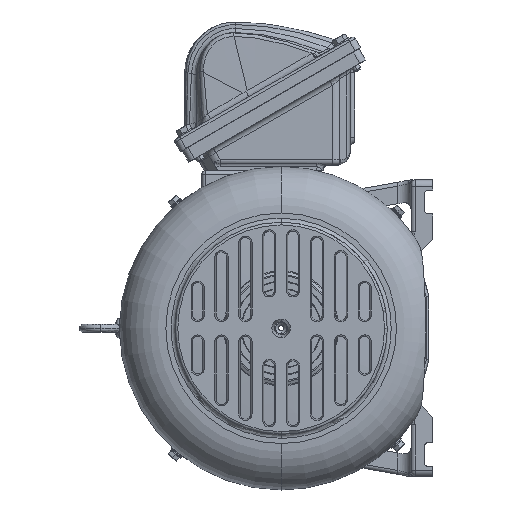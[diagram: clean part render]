
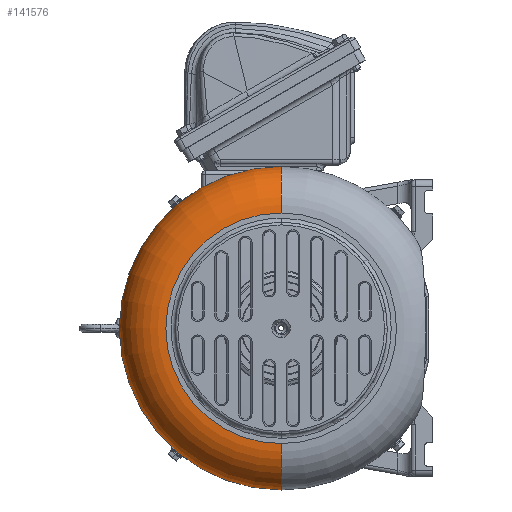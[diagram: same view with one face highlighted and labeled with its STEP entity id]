
A CAD part, left-side view. The second image highlights one B-rep face of the part: STEP entity #141576.
In plain terms, the highlighted toroidal (fillet/blend) face has major radius 87 mm and minor radius 35 mm.
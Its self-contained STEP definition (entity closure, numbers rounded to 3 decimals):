
#139721=CARTESIAN_POINT('Vertex',(-150.,0.,122.)) ;
#140171=CARTESIAN_POINT('Vertex',(-150.,0.,-122.)) ;
#140174=CARTESIAN_POINT('Axis2P3D Location',(-150.,0.,0.)) ;
#140361=CARTESIAN_POINT('Axis2P3D Location',(-150.,0.,-87.)) ;
#140365=CARTESIAN_POINT('Vertex',(-185.,0.,-87.)) ;
#140463=CARTESIAN_POINT('Axis2P3D Location',(-150.,0.,87.)) ;
#140467=CARTESIAN_POINT('Vertex',(-185.,0.,87.)) ;
#141560=CARTESIAN_POINT('Axis2P3D Location',(-150.,0.,0.)) ;
#141565=CARTESIAN_POINT('Axis2P3D Location',(-185.,0.,0.)) ;
#140175=DIRECTION('Axis2P3D Direction',(-1.,0.,0.)) ;
#140362=DIRECTION('Axis2P3D Direction',(0.,1.,0.)) ;
#140464=DIRECTION('Axis2P3D Direction',(-0.,-1.,0.)) ;
#141561=DIRECTION('Axis2P3D Direction',(-1.,0.,0.)) ;
#141562=DIRECTION('Axis2P3D XDirection',(0.,0.,1.)) ;
#141566=DIRECTION('Axis2P3D Direction',(-1.,0.,0.)) ;
#140176=AXIS2_PLACEMENT_3D('Circle Axis2P3D',#140174,#140175,$) ;
#140363=AXIS2_PLACEMENT_3D('Circle Axis2P3D',#140361,#140362,$) ;
#140465=AXIS2_PLACEMENT_3D('Circle Axis2P3D',#140463,#140464,$) ;
#141563=AXIS2_PLACEMENT_3D('Torus Axis2P3D',#141560,#141561,#141562) ;
#141567=AXIS2_PLACEMENT_3D('Circle Axis2P3D',#141565,#141566,$) ;
#141571=ORIENTED_EDGE('',*,*,#140178,.F.) ;
#141572=ORIENTED_EDGE('',*,*,#140367,.T.) ;
#141573=ORIENTED_EDGE('',*,*,#141569,.F.) ;
#141574=ORIENTED_EDGE('',*,*,#140469,.F.) ;
#141576=ADVANCED_FACE('\X2\51434EF6672C9AD4\X0\',(#141575),#141564,.T.) ;
#140177=CIRCLE('generated circle',#140176,122.) ;
#140364=CIRCLE('generated circle',#140363,35.) ;
#140466=CIRCLE('generated circle',#140465,35.) ;
#141568=CIRCLE('generated circle',#141567,87.) ;
#141564=TOROIDAL_SURFACE('homeo Torus',#141563,87.,35.) ;
#140178=EDGE_CURVE('',#140172,#139722,#140177,.F.) ;
#140367=EDGE_CURVE('',#140172,#140366,#140364,.T.) ;
#140469=EDGE_CURVE('',#139722,#140468,#140466,.T.) ;
#141569=EDGE_CURVE('',#140468,#140366,#141568,.T.) ;
#141570=EDGE_LOOP('',(#141571,#141572,#141573,#141574)) ;
#141575=FACE_OUTER_BOUND('',#141570,.T.) ;
#139722=VERTEX_POINT('',#139721) ;
#140172=VERTEX_POINT('',#140171) ;
#140366=VERTEX_POINT('',#140365) ;
#140468=VERTEX_POINT('',#140467) ;
